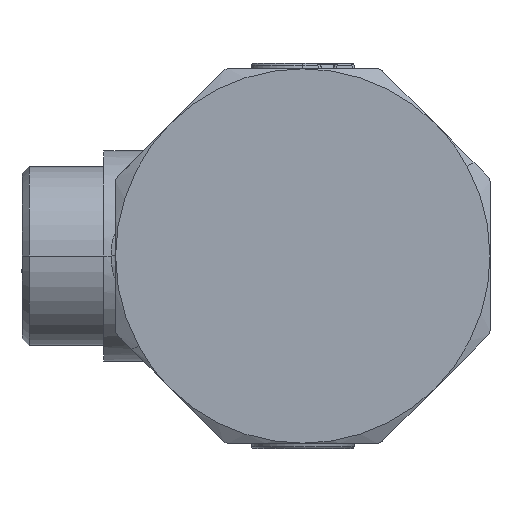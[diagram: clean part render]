
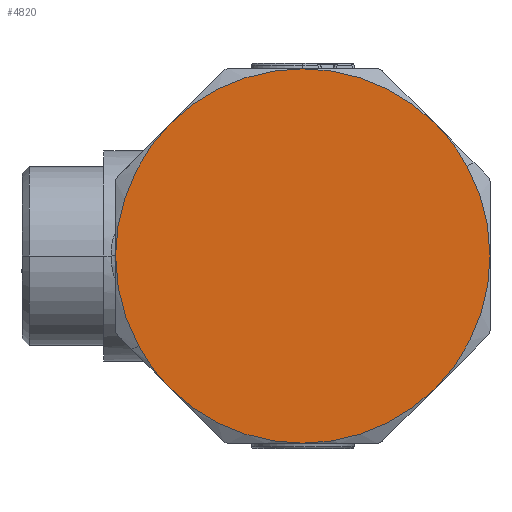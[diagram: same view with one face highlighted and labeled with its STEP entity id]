
A CAD part, left-side view. The second image highlights one B-rep face of the part: STEP entity #4820.
In plain terms, the highlighted planar face has unit normal (-1, 0, 0).
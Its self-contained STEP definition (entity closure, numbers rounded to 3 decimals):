
#1599=CARTESIAN_POINT('Vertex',(1.,24.,0.)) ;
#3243=CARTESIAN_POINT('Axis2P3D Location',(1.,0.,0.)) ;
#3247=CARTESIAN_POINT('Vertex',(1.,16.971,16.971)) ;
#3294=CARTESIAN_POINT('Vertex',(1.,21.062,-11.506)) ;
#3299=CARTESIAN_POINT('Axis2P3D Location',(1.,0.,0.)) ;
#3384=CARTESIAN_POINT('Vertex',(1.,0.,24.)) ;
#3888=CARTESIAN_POINT('Vertex',(1.,-16.971,16.971)) ;
#3968=CARTESIAN_POINT('Vertex',(1.,-24.,0.)) ;
#4167=CARTESIAN_POINT('Vertex',(1.,-16.971,-16.971)) ;
#4236=CARTESIAN_POINT('Vertex',(1.,0.,-24.)) ;
#4735=CARTESIAN_POINT('Vertex',(1.,16.971,-16.971)) ;
#4761=CARTESIAN_POINT('Axis2P3D Location',(1.,0.,0.)) ;
#4766=CARTESIAN_POINT('Axis2P3D Location',(1.,0.,0.)) ;
#4771=CARTESIAN_POINT('Axis2P3D Location',(1.,0.,0.)) ;
#4776=CARTESIAN_POINT('Axis2P3D Location',(1.,0.,0.)) ;
#4781=CARTESIAN_POINT('Axis2P3D Location',(1.,0.,0.)) ;
#4786=CARTESIAN_POINT('Axis2P3D Location',(1.,0.,0.)) ;
#4790=CARTESIAN_POINT('Vertex',(1.,-21.062,11.506)) ;
#4793=CARTESIAN_POINT('Axis2P3D Location',(1.,0.,0.)) ;
#4798=CARTESIAN_POINT('Axis2P3D Location',(1.,0.,0.)) ;
#4803=CARTESIAN_POINT('Axis2P3D Location',(1.,0.,0.)) ;
#3244=DIRECTION('Axis2P3D Direction',(1.,-0.,0.)) ;
#3300=DIRECTION('Axis2P3D Direction',(1.,-0.,0.)) ;
#4762=DIRECTION('Axis2P3D Direction',(-1.,0.,0.)) ;
#4763=DIRECTION('Axis2P3D XDirection',(0.,1.,0.)) ;
#4767=DIRECTION('Axis2P3D Direction',(-1.,0.,0.)) ;
#4772=DIRECTION('Axis2P3D Direction',(-1.,0.,0.)) ;
#4777=DIRECTION('Axis2P3D Direction',(-1.,0.,0.)) ;
#4782=DIRECTION('Axis2P3D Direction',(-1.,0.,0.)) ;
#4787=DIRECTION('Axis2P3D Direction',(-1.,0.,0.)) ;
#4794=DIRECTION('Axis2P3D Direction',(-1.,0.,0.)) ;
#4799=DIRECTION('Axis2P3D Direction',(-1.,0.,0.)) ;
#4804=DIRECTION('Axis2P3D Direction',(-1.,0.,0.)) ;
#3245=AXIS2_PLACEMENT_3D('Circle Axis2P3D',#3243,#3244,$) ;
#3301=AXIS2_PLACEMENT_3D('Circle Axis2P3D',#3299,#3300,$) ;
#4764=AXIS2_PLACEMENT_3D('Plane Axis2P3D',#4761,#4762,#4763) ;
#4768=AXIS2_PLACEMENT_3D('Circle Axis2P3D',#4766,#4767,$) ;
#4773=AXIS2_PLACEMENT_3D('Circle Axis2P3D',#4771,#4772,$) ;
#4778=AXIS2_PLACEMENT_3D('Circle Axis2P3D',#4776,#4777,$) ;
#4783=AXIS2_PLACEMENT_3D('Circle Axis2P3D',#4781,#4782,$) ;
#4788=AXIS2_PLACEMENT_3D('Circle Axis2P3D',#4786,#4787,$) ;
#4795=AXIS2_PLACEMENT_3D('Circle Axis2P3D',#4793,#4794,$) ;
#4800=AXIS2_PLACEMENT_3D('Circle Axis2P3D',#4798,#4799,$) ;
#4805=AXIS2_PLACEMENT_3D('Circle Axis2P3D',#4803,#4804,$) ;
#3246=CIRCLE('generated circle',#3245,24.) ;
#3302=CIRCLE('generated circle',#3301,24.) ;
#4769=CIRCLE('generated circle',#4768,24.) ;
#4774=CIRCLE('generated circle',#4773,24.) ;
#4779=CIRCLE('generated circle',#4778,24.) ;
#4784=CIRCLE('generated circle',#4783,24.) ;
#4789=CIRCLE('generated circle',#4788,24.) ;
#4796=CIRCLE('generated circle',#4795,24.) ;
#4801=CIRCLE('generated circle',#4800,24.) ;
#4806=CIRCLE('generated circle',#4805,24.) ;
#4765=PLANE('',#4764) ;
#3249=EDGE_CURVE('',#3248,#1600,#3246,.F.) ;
#3303=EDGE_CURVE('',#1600,#3295,#3302,.F.) ;
#4770=EDGE_CURVE('',#3295,#4736,#4769,.T.) ;
#4775=EDGE_CURVE('',#4736,#4237,#4774,.T.) ;
#4780=EDGE_CURVE('',#4237,#4168,#4779,.T.) ;
#4785=EDGE_CURVE('',#4168,#3969,#4784,.T.) ;
#4792=EDGE_CURVE('',#3969,#4791,#4789,.T.) ;
#4797=EDGE_CURVE('',#4791,#3889,#4796,.T.) ;
#4802=EDGE_CURVE('',#3889,#3385,#4801,.T.) ;
#4807=EDGE_CURVE('',#3385,#3248,#4806,.T.) ;
#4809=ORIENTED_EDGE('',*,*,#4770,.T.) ;
#4810=ORIENTED_EDGE('',*,*,#4775,.T.) ;
#4811=ORIENTED_EDGE('',*,*,#4780,.T.) ;
#4812=ORIENTED_EDGE('',*,*,#4785,.T.) ;
#4813=ORIENTED_EDGE('',*,*,#4792,.T.) ;
#4814=ORIENTED_EDGE('',*,*,#4797,.T.) ;
#4815=ORIENTED_EDGE('',*,*,#4802,.T.) ;
#4816=ORIENTED_EDGE('',*,*,#4807,.T.) ;
#4817=ORIENTED_EDGE('',*,*,#3249,.T.) ;
#4818=ORIENTED_EDGE('',*,*,#3303,.T.) ;
#4808=EDGE_LOOP('',(#4809,#4810,#4811,#4812,#4813,#4814,#4815,#4816,#4817,#4818)) ;
#1600=VERTEX_POINT('',#1599) ;
#3248=VERTEX_POINT('',#3247) ;
#3295=VERTEX_POINT('',#3294) ;
#3385=VERTEX_POINT('',#3384) ;
#3889=VERTEX_POINT('',#3888) ;
#3969=VERTEX_POINT('',#3968) ;
#4168=VERTEX_POINT('',#4167) ;
#4237=VERTEX_POINT('',#4236) ;
#4736=VERTEX_POINT('',#4735) ;
#4791=VERTEX_POINT('',#4790) ;
#4820=ADVANCED_FACE('350730',(#4819),#4765,.T.) ;
#4819=FACE_OUTER_BOUND('',#4808,.T.) ;
